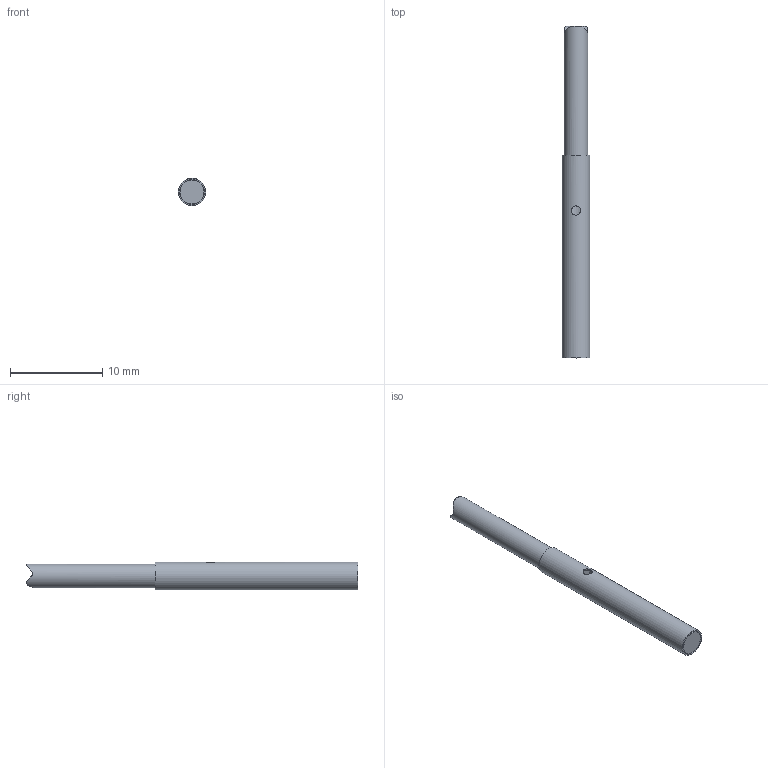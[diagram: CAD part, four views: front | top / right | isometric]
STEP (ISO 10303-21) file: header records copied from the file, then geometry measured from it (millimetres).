
FILE_DESCRIPTION (( 'STEP AP214' ), '1' );
FILE_NAME ('DW-AD-624-03.STEP', '2018-04-11T13:05:28', ( '' ), ( '' ), 'SwSTEP 2.0', 'SolidWorks 2017', '' );
FILE_SCHEMA (( 'AUTOMOTIVE_DESIGN' ));
Length unit declared in the file: inch
Products named in the file (1): DW-AD-624-03
Bounding box: 3 x 36.03 x 3 mm (x, y, z)
Volume: 132.7 mm3; surface area: 577.5 mm2
Topology: 3 solids, 3 shells, 13 faces, 23 edges, 16 vertices
Faces by surface type: cylinder 5, plane 5, bspline 1, cone 1, torus 1
Full cylindrical faces by diameter (mm): 1 x1, 2.6 x1, 2.7 x2, 3 x1
Entity records: 440 total; most frequent: CARTESIAN_POINT 166, DIRECTION 44, EDGE_LOOP 24, ORIENTED_EDGE 24, AXIS2_PLACEMENT_3D 22, FACE_OUTER_BOUND 19, ADVANCED_FACE 13, EDGE_CURVE 12
